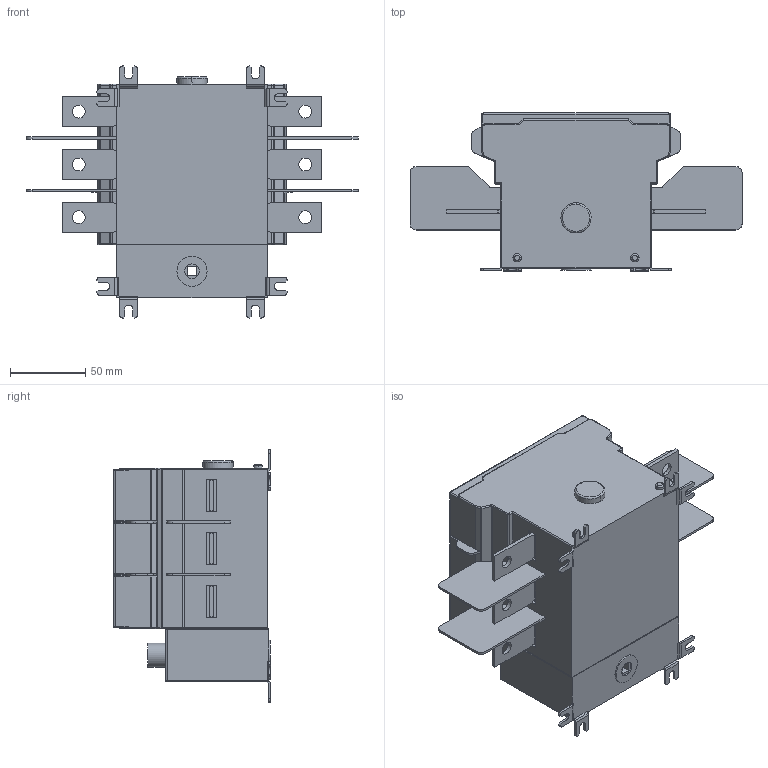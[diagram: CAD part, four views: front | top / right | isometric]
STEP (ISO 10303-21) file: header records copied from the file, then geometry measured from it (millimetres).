
FILE_DESCRIPTION((''),'2;1');
FILE_NAME('OS100GJ03','2017-03-15T',('fitojoe1'),(''),'CREO PARAMETRIC BY PTC INC, 2016130','CREO PARAMETRIC BY PTC INC, 2016130','');
FILE_SCHEMA(('CONFIG_CONTROL_DESIGN'));
Length unit declared in the file: millimetre
Products named in the file (1): OS100GJ03
Bounding box: 220.01 x 104.48 x 167.01 mm (x, y, z)
Volume: 1451294.9 mm3; surface area: 119931.1 mm2
Topology: 1 solids, 1 shells, 532 faces, 1426 edges, 920 vertices
Faces by surface type: plane 304, cylinder 186, torus 30, bspline 12
Entity records: 22254 total; most frequent: CARTESIAN_POINT 4427, ORIENTED_EDGE 2852, DIRECTION 2772, PRESENTATION_STYLE_ASSIGNMENT 1427, STYLED_ITEM 1427, CURVE_STYLE 1426, EDGE_CURVE 1426, VECTOR 992
